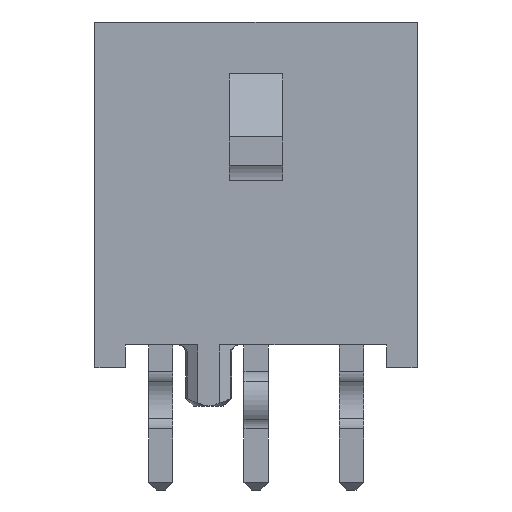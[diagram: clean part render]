
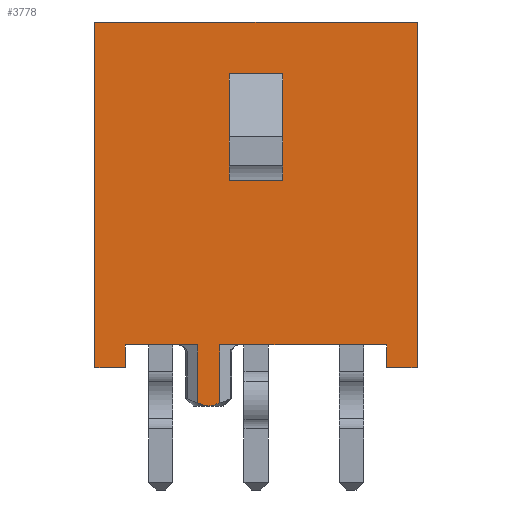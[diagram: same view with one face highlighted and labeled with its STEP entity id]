
A CAD part, front view. The second image highlights one B-rep face of the part: STEP entity #3778.
In plain terms, the highlighted face is planar.
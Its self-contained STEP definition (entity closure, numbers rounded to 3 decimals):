
#49=B_SPLINE_CURVE_WITH_KNOTS('',3,(#4997,#4998,#4999,#5000),
 .UNSPECIFIED.,.F.,.F.,(4,4),(0.,1.),.UNSPECIFIED.);
#50=B_SPLINE_CURVE_WITH_KNOTS('',3,(#5003,#5004,#5005,#5006),
 .UNSPECIFIED.,.F.,.F.,(4,4),(0.,1.),.UNSPECIFIED.);
#471=ORIENTED_EDGE('',*,*,#1010,.F.);
#472=ORIENTED_EDGE('',*,*,#1004,.T.);
#473=ORIENTED_EDGE('',*,*,#1013,.T.);
#474=ORIENTED_EDGE('',*,*,#999,.F.);
#475=ORIENTED_EDGE('',*,*,#963,.T.);
#476=ORIENTED_EDGE('',*,*,#937,.F.);
#477=ORIENTED_EDGE('',*,*,#1051,.T.);
#478=ORIENTED_EDGE('',*,*,#1074,.F.);
#479=ORIENTED_EDGE('',*,*,#1071,.T.);
#480=ORIENTED_EDGE('',*,*,#1091,.T.);
#481=ORIENTED_EDGE('',*,*,#1067,.F.);
#482=ORIENTED_EDGE('',*,*,#1073,.F.);
#483=ORIENTED_EDGE('',*,*,#1049,.F.);
#484=ORIENTED_EDGE('',*,*,#925,.F.);
#485=ORIENTED_EDGE('',*,*,#972,.T.);
#486=ORIENTED_EDGE('',*,*,#970,.T.);
#487=ORIENTED_EDGE('',*,*,#968,.T.);
#925=EDGE_CURVE('',#1310,#1311,#1560,.T.);
#937=EDGE_CURVE('',#1322,#1307,#1572,.T.);
#963=EDGE_CURVE('',#1343,#1307,#1595,.T.);
#968=EDGE_CURVE('',#1347,#1343,#49,.T.);
#970=EDGE_CURVE('',#1346,#1347,#50,.T.);
#972=EDGE_CURVE('',#1310,#1346,#1598,.T.);
#999=EDGE_CURVE('',#1364,#1365,#1625,.T.);
#1004=EDGE_CURVE('',#1369,#1370,#1629,.T.);
#1010=EDGE_CURVE('',#1369,#1364,#1634,.T.);
#1013=EDGE_CURVE('',#1370,#1365,#1637,.T.);
#1049=EDGE_CURVE('',#1311,#1391,#1673,.T.);
#1051=EDGE_CURVE('',#1322,#1393,#1675,.T.);
#1067=EDGE_CURVE('',#1402,#1403,#1691,.T.);
#1071=EDGE_CURVE('',#1405,#1404,#1695,.T.);
#1073=EDGE_CURVE('',#1391,#1402,#1697,.T.);
#1074=EDGE_CURVE('',#1405,#1393,#1698,.T.);
#1091=EDGE_CURVE('',#1404,#1403,#1715,.T.);
#1307=VERTEX_POINT('',#4895);
#1310=VERTEX_POINT('',#4900);
#1311=VERTEX_POINT('',#4902);
#1322=VERTEX_POINT('',#4924);
#1343=VERTEX_POINT('',#4982);
#1346=VERTEX_POINT('',#4995);
#1347=VERTEX_POINT('',#5001);
#1364=VERTEX_POINT('',#5068);
#1365=VERTEX_POINT('',#5069);
#1369=VERTEX_POINT('',#5079);
#1370=VERTEX_POINT('',#5080);
#1391=VERTEX_POINT('',#5168);
#1393=VERTEX_POINT('',#5173);
#1402=VERTEX_POINT('',#5204);
#1403=VERTEX_POINT('',#5206);
#1404=VERTEX_POINT('',#5211);
#1405=VERTEX_POINT('',#5213);
#1560=LINE('',#4901,#1901);
#1572=LINE('',#4925,#1913);
#1595=LINE('',#4981,#1936);
#1598=LINE('',#5009,#1939);
#1625=LINE('',#5067,#1966);
#1629=LINE('',#5078,#1970);
#1634=LINE('',#5090,#1975);
#1637=LINE('',#5096,#1978);
#1673=LINE('',#5169,#2014);
#1675=LINE('',#5174,#2016);
#1691=LINE('',#5205,#2032);
#1695=LINE('',#5212,#2036);
#1697=LINE('',#5216,#2038);
#1698=LINE('',#5218,#2039);
#1715=LINE('',#5253,#2056);
#1901=VECTOR('',#4130,1000.);
#1913=VECTOR('',#4142,1000.);
#1936=VECTOR('',#4171,1000.);
#1939=VECTOR('',#4182,1000.);
#1966=VECTOR('',#4239,1000.);
#1970=VECTOR('',#4247,1000.);
#1975=VECTOR('',#4256,1000.);
#1978=VECTOR('',#4265,1000.);
#2014=VECTOR('',#4339,1000.);
#2016=VECTOR('',#4343,1000.);
#2032=VECTOR('',#4371,1000.);
#2036=VECTOR('',#4377,1000.);
#2038=VECTOR('',#4381,1000.);
#2039=VECTOR('',#4384,1000.);
#2056=VECTOR('',#4425,1000.);
#2272=EDGE_LOOP('',(#471,#472,#473,#474));
#2273=EDGE_LOOP('',(#475,#476,#477,#478,#479,#480,#481,#482,#483,#484,#485,
#486,#487));
#2436=FACE_BOUND('',#2272,.T.);
#2437=FACE_BOUND('',#2273,.T.);
#2586=PLANE('',#3942);
#3778=ADVANCED_FACE('',(#2436,#2437),#2586,.F.);
#3942=AXIS2_PLACEMENT_3D('',#5252,#4423,#4424);
#4130=DIRECTION('',(-1.,0.,0.));
#4142=DIRECTION('',(-1.,0.,0.));
#4171=DIRECTION('',(0.,-1.,0.));
#4182=DIRECTION('',(0.,1.,0.));
#4239=DIRECTION('',(0.,-1.,0.));
#4247=DIRECTION('',(0.,-1.,0.));
#4256=DIRECTION('',(1.,0.,0.));
#4265=DIRECTION('',(1.,0.,0.));
#4339=DIRECTION('',(0.,1.,0.));
#4343=DIRECTION('',(0.,1.,0.));
#4371=DIRECTION('',(0.,-1.,0.));
#4377=DIRECTION('',(0.,-1.,0.));
#4381=DIRECTION('',(-1.,0.,0.));
#4384=DIRECTION('',(-1.,0.,0.));
#4423=DIRECTION('',(0.,0.,1.));
#4424=DIRECTION('',(1.,0.,0.));
#4425=DIRECTION('',(-1.,0.,0.));
#4895=CARTESIAN_POINT('',(-0.95,8.46,-1.74));
#4900=CARTESIAN_POINT('',(-1.53,8.46,-1.74));
#4901=CARTESIAN_POINT('',(3.42,8.46,-1.74));
#4902=CARTESIAN_POINT('',(-3.42,8.46,-1.74));
#4924=CARTESIAN_POINT('',(3.42,8.46,-1.74));
#4925=CARTESIAN_POINT('',(3.42,8.46,-1.74));
#4981=CARTESIAN_POINT('',(-0.95,9.06,-1.74));
#4982=CARTESIAN_POINT('',(-0.95,9.966,-1.74));
#4995=CARTESIAN_POINT('',(-1.53,9.966,-1.74));
#4997=CARTESIAN_POINT('',(-1.24,10.06,-1.74));
#4998=CARTESIAN_POINT('',(-1.144,10.06,-1.74));
#4999=CARTESIAN_POINT('',(-1.051,10.025,-1.74));
#5000=CARTESIAN_POINT('',(-0.95,9.966,-1.74));
#5001=CARTESIAN_POINT('',(-1.24,10.06,-1.74));
#5003=CARTESIAN_POINT('',(-1.53,9.966,-1.74));
#5004=CARTESIAN_POINT('',(-1.431,10.024,-1.74));
#5005=CARTESIAN_POINT('',(-1.337,10.06,-1.74));
#5006=CARTESIAN_POINT('',(-1.24,10.06,-1.74));
#5009=CARTESIAN_POINT('',(-1.53,9.06,-1.74));
#5067=CARTESIAN_POINT('',(0.7,1.36,-1.74));
#5068=CARTESIAN_POINT('',(0.7,4.16,-1.74));
#5069=CARTESIAN_POINT('',(0.7,1.36,-1.74));
#5078=CARTESIAN_POINT('',(-0.7,1.36,-1.74));
#5079=CARTESIAN_POINT('',(-0.7,4.16,-1.74));
#5080=CARTESIAN_POINT('',(-0.7,1.36,-1.74));
#5090=CARTESIAN_POINT('',(-0.7,4.16,-1.74));
#5096=CARTESIAN_POINT('',(-0.7,1.36,-1.74));
#5168=CARTESIAN_POINT('',(-3.42,9.06,-1.74));
#5169=CARTESIAN_POINT('',(-3.42,8.46,-1.74));
#5173=CARTESIAN_POINT('',(3.42,9.06,-1.74));
#5174=CARTESIAN_POINT('',(3.42,8.46,-1.74));
#5204=CARTESIAN_POINT('',(-4.22,9.06,-1.74));
#5205=CARTESIAN_POINT('',(-4.22,9.06,-1.74));
#5206=CARTESIAN_POINT('',(-4.22,0.,-1.74));
#5211=CARTESIAN_POINT('',(4.22,0.,-1.74));
#5212=CARTESIAN_POINT('',(4.22,9.06,-1.74));
#5213=CARTESIAN_POINT('',(4.22,9.06,-1.74));
#5216=CARTESIAN_POINT('',(4.22,9.06,-1.74));
#5218=CARTESIAN_POINT('',(4.22,9.06,-1.74));
#5252=CARTESIAN_POINT('',(4.22,9.06,-1.74));
#5253=CARTESIAN_POINT('',(4.22,0.,-1.74));
